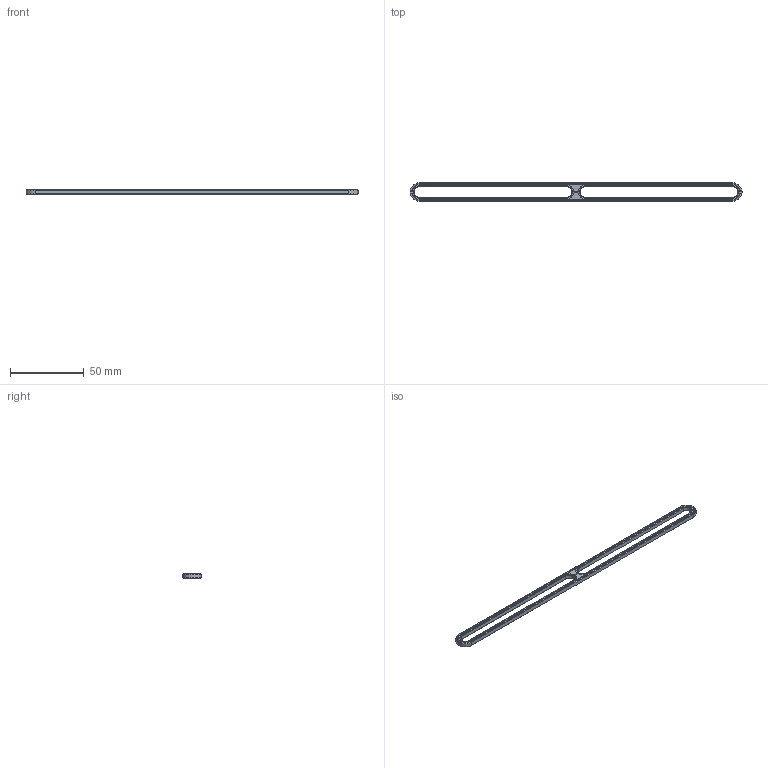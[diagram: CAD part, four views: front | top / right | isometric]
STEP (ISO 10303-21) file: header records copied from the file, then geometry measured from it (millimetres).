
FILE_DESCRIPTION(('FreeCAD Model'),'2;1');
FILE_NAME('Open CASCADE Shape Model','2023-01-08T23:30:06',(''),(''), 'Open CASCADE STEP processor 7.6','FreeCAD','Unknown');
FILE_SCHEMA(('AUTOMOTIVE_DESIGN { 1 0 10303 214 1 1 1 1 }'));
Length unit declared in the file: millimetre
Products named in the file (1): Brace STR SLT BE ERR BU18x01x00.25x09 - SPN-BRC-0356 (stemfie.org)
Bounding box: 225 x 12.5 x 3.12 mm (x, y, z)
Volume: 3927.1 mm3; surface area: 5307.3 mm2
Topology: 1 solids, 1 shells, 598 faces, 1660 edges, 1100 vertices
Faces by surface type: plane 340, extrusion 234, cone 12, cylinder 12
Entity records: 42312 total; most frequent: CARTESIAN_POINT 11028, DIRECTION 4803, VECTOR 3974, LINE 3740, ORIENTED_EDGE 3320, PCURVE 3320, DEFINITIONAL_REPRESENTATION 3320, EDGE_CURVE 1660
